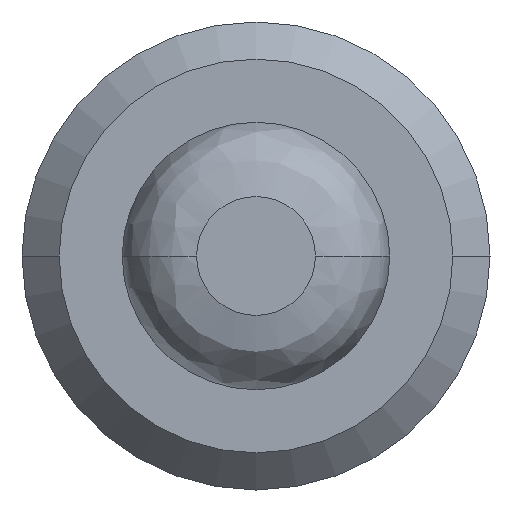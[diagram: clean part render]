
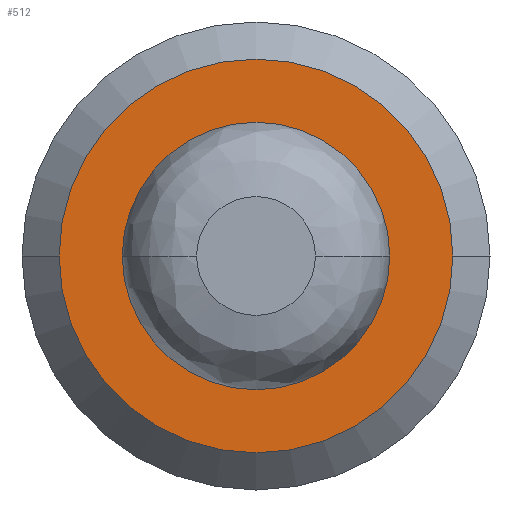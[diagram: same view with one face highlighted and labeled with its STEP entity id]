
A CAD part, left-side view. The second image highlights one B-rep face of the part: STEP entity #512.
In plain terms, the highlighted planar face has unit normal (-1, 0, 0).
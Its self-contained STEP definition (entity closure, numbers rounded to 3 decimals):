
#129=CARTESIAN_POINT('',(0.,0.,0.));
#130=DIRECTION('',(-1.,0.,0.));
#131=DIRECTION('',(0.,1.,0.));
#132=AXIS2_PLACEMENT_3D('',#129,#130,#131);
#134=CARTESIAN_POINT('',(0.,0.,0.));
#135=DIRECTION('',(-1.,0.,0.));
#136=DIRECTION('',(0.,-1.,0.));
#137=AXIS2_PLACEMENT_3D('',#134,#135,#136);
#148=CARTESIAN_POINT('',(0.,0.,0.));
#149=DIRECTION('',(-1.,0.,0.));
#150=DIRECTION('',(0.,1.,0.));
#151=AXIS2_PLACEMENT_3D('',#148,#149,#150);
#182=CARTESIAN_POINT('',(0.,0.,0.));
#183=DIRECTION('',(1.,0.,0.));
#184=DIRECTION('',(0.,1.,0.));
#185=AXIS2_PLACEMENT_3D('',#182,#183,#184);
#312=CARTESIAN_POINT('',(0.,1.8,0.));
#313=VERTEX_POINT('',#312);
#314=CARTESIAN_POINT('',(0.,-1.8,0.));
#315=VERTEX_POINT('',#314);
#334=CARTESIAN_POINT('',(0.,2.65,0.));
#335=CARTESIAN_POINT('',(0.,-2.65,0.));
#336=VERTEX_POINT('',#334);
#337=VERTEX_POINT('',#335);
#496=CARTESIAN_POINT('',(0.,0.,0.));
#497=DIRECTION('',(1.,0.,0.));
#498=DIRECTION('',(0.,-1.,0.));
#499=AXIS2_PLACEMENT_3D('',#496,#497,#498);
#500=PLANE('',#499);
#501=ORIENTED_EDGE('',*,*,#486,.F.);
#503=ORIENTED_EDGE('',*,*,#502,.F.);
#504=EDGE_LOOP('',(#501,#503));
#505=FACE_OUTER_BOUND('',#504,.F.);
#507=ORIENTED_EDGE('',*,*,#506,.T.);
#509=ORIENTED_EDGE('',*,*,#508,.F.);
#510=EDGE_LOOP('',(#507,#509));
#511=FACE_BOUND('',#510,.F.);
#512=ADVANCED_FACE('',(#505,#511),#500,.F.);
#133=CIRCLE('',#132,2.65);
#138=CIRCLE('',#137,2.65);
#152=CIRCLE('',#151,1.8);
#186=CIRCLE('',#185,1.8);
#486=EDGE_CURVE('',#336,#337,#133,.T.);
#502=EDGE_CURVE('',#337,#336,#138,.T.);
#506=EDGE_CURVE('',#313,#315,#152,.T.);
#508=EDGE_CURVE('',#313,#315,#186,.T.);
